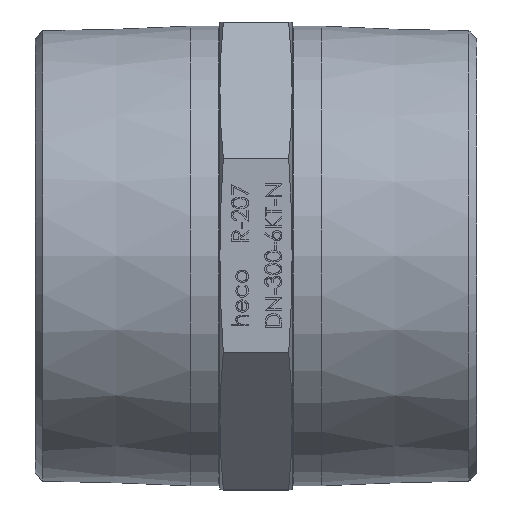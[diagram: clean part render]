
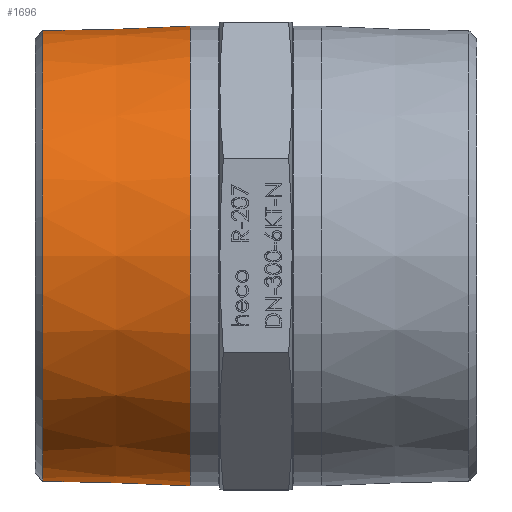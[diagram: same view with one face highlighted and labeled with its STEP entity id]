
A CAD part, top view. The second image highlights one B-rep face of the part: STEP entity #1696.
In plain terms, the highlighted conical face has half-angle 1.79 degrees and reference radius 43.94 mm.
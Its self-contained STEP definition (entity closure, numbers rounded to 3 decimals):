
#476 = FACE_OUTER_BOUND ( 'NONE', #6602, .T. ) ;
#1696 = ADVANCED_FACE ( 'NONE', ( #14033, #476 ), #10170, .T. ) ;
#3924 = ORIENTED_EDGE ( 'NONE', *, *, #10793, .T. ) ;
#4424 = ORIENTED_EDGE ( 'NONE', *, *, #16888, .T. ) ;
#5498 = DIRECTION ( 'NONE',  ( 0., 0., 1. ) ) ;
#5793 = VERTEX_POINT ( 'NONE', #8599 ) ;
#6323 = CARTESIAN_POINT ( 'NONE',  ( -41.021, 0., 0. ) ) ;
#6326 = AXIS2_PLACEMENT_3D ( 'NONE', #16262, #12159, #5498 ) ;
#6602 = EDGE_LOOP ( 'NONE', ( #4424 ) ) ;
#7713 = DIRECTION ( 'NONE',  ( 1., 0., 0. ) ) ;
#8599 = CARTESIAN_POINT ( 'NONE',  ( -41.021, 0., 43.342 ) ) ;
#9756 = CARTESIAN_POINT ( 'NONE',  ( -21.9, 0., 0. ) ) ;
#9836 = DIRECTION ( 'NONE',  ( 1., 0., 0. ) ) ;
#10170 = CONICAL_SURFACE ( 'NONE', #11588, 43.94, 0.031 ) ;
#10793 = EDGE_CURVE ( 'NONE', #5793, #5793, #15529, .T. ) ;
#11152 = VERTEX_POINT ( 'NONE', #16477 ) ;
#11588 = AXIS2_PLACEMENT_3D ( 'NONE', #9756, #9836, #15100 ) ;
#12159 = DIRECTION ( 'NONE',  ( -1., 0., 0. ) ) ;
#13062 = DIRECTION ( 'NONE',  ( 0., 0., 1. ) ) ;
#14033 = FACE_BOUND ( 'NONE', #16626, .T. ) ;
#15100 = DIRECTION ( 'NONE',  ( 0., 0., -1. ) ) ;
#15265 = CIRCLE ( 'NONE', #6326, 44.227 ) ;
#15529 = CIRCLE ( 'NONE', #16104, 43.342 ) ;
#16104 = AXIS2_PLACEMENT_3D ( 'NONE', #6323, #7713, #13062 ) ;
#16262 = CARTESIAN_POINT ( 'NONE',  ( -12.7, 0., 0. ) ) ;
#16477 = CARTESIAN_POINT ( 'NONE',  ( -12.7, 0., 44.227 ) ) ;
#16626 = EDGE_LOOP ( 'NONE', ( #3924 ) ) ;
#16888 = EDGE_CURVE ( 'NONE', #11152, #11152, #15265, .T. ) ;
